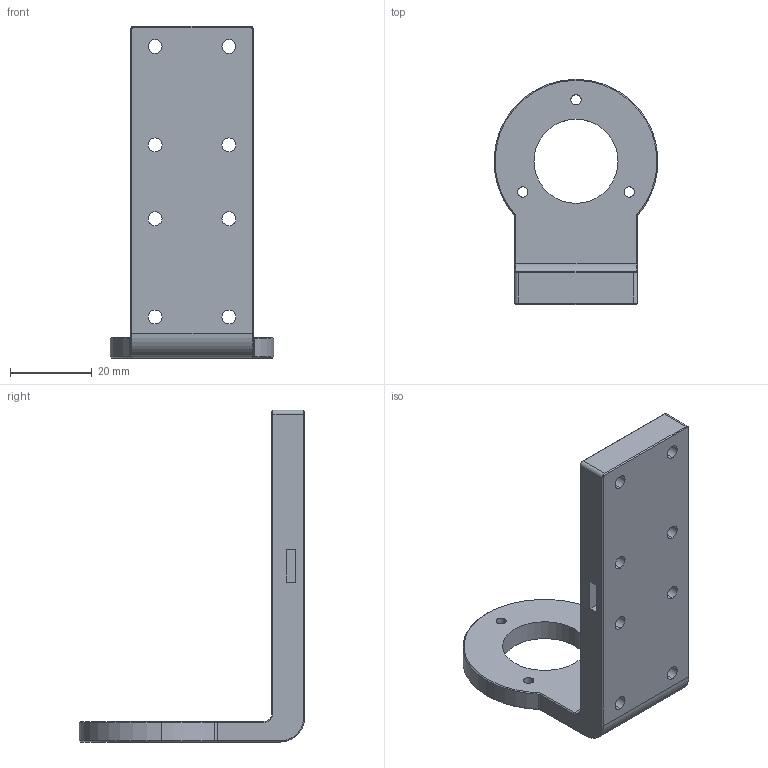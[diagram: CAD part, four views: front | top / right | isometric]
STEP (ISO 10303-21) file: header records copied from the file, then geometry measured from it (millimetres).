
FILE_DESCRIPTION (( 'STEP AP203' ), '1' );
FILE_NAME ('sensor mount_Default_sldprt.STEP', '2023-11-21T15:07:17', ( '' ), ( '' ), 'SwSTEP 2.0', 'SolidWorks 2020', '' );
FILE_SCHEMA (( 'CONFIG_CONTROL_DESIGN' ));
Length unit declared in the file: millimetre
Products named in the file (1): sensor mount_Default_sldprt
Bounding box: 40 x 55 x 81 mm (x, y, z)
Volume: 24055.3 mm3; surface area: 10692.5 mm2
Topology: 1 solids, 1 shells, 80 faces, 206 edges, 128 vertices
Faces by surface type: cylinder 33, plane 29, cone 18
Entity records: 2563 total; most frequent: DIRECTION 452, CARTESIAN_POINT 415, ORIENTED_EDGE 412, EDGE_CURVE 206, AXIS2_PLACEMENT_3D 165, VERTEX_POINT 128, VECTOR 122, LINE 122
